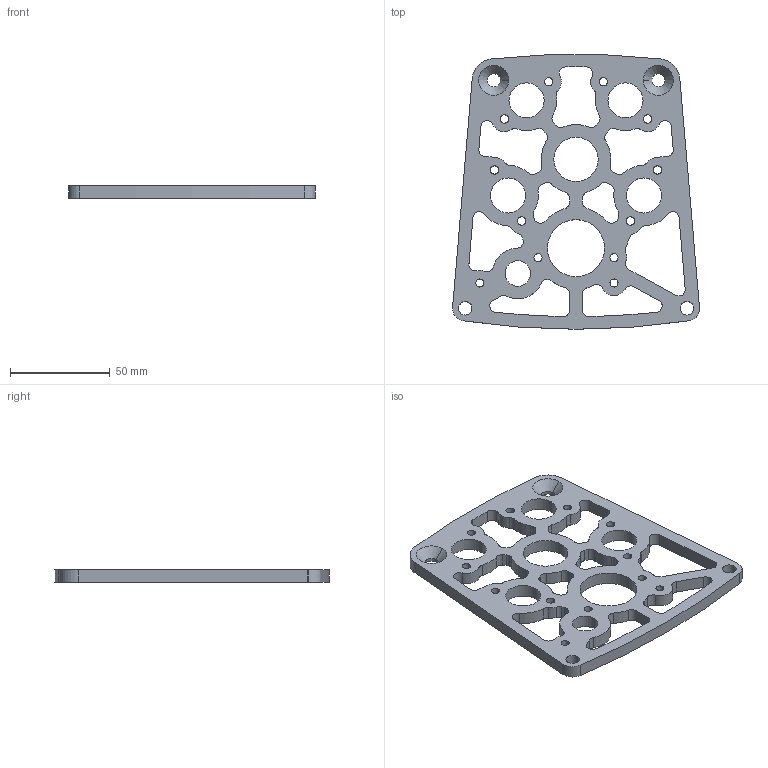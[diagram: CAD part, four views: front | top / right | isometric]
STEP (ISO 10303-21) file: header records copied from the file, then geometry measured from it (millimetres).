
FILE_DESCRIPTION (( 'STEP AP214' ), '1' );
FILE_NAME ('am-3823 Evo Shifter 4 775 Motor Plate.STEP', '2017-11-09T00:58:06', ( '' ), ( '' ), 'SwSTEP 2.0', 'SolidWorks 2017', '' );
FILE_SCHEMA (( 'AUTOMOTIVE_DESIGN' ));
Length unit declared in the file: inch
Products named in the file (2): am-3823 Evo Shifter 4 775 Motor Plate
Bounding box: 123.8 x 137.63 x 6.35 mm (x, y, z)
Volume: 53059.7 mm3; surface area: 29436.9 mm2
Topology: 1 solids, 1 shells, 195 faces, 575 edges, 382 vertices
Faces by surface type: cylinder 164, plane 27, cone 4
Entity records: 6976 total; most frequent: DIRECTION 1301, CARTESIAN_POINT 1154, ORIENTED_EDGE 1150, EDGE_CURVE 575, AXIS2_PLACEMENT_3D 529, VERTEX_POINT 382, CIRCLE 332, EDGE_LOOP 259
